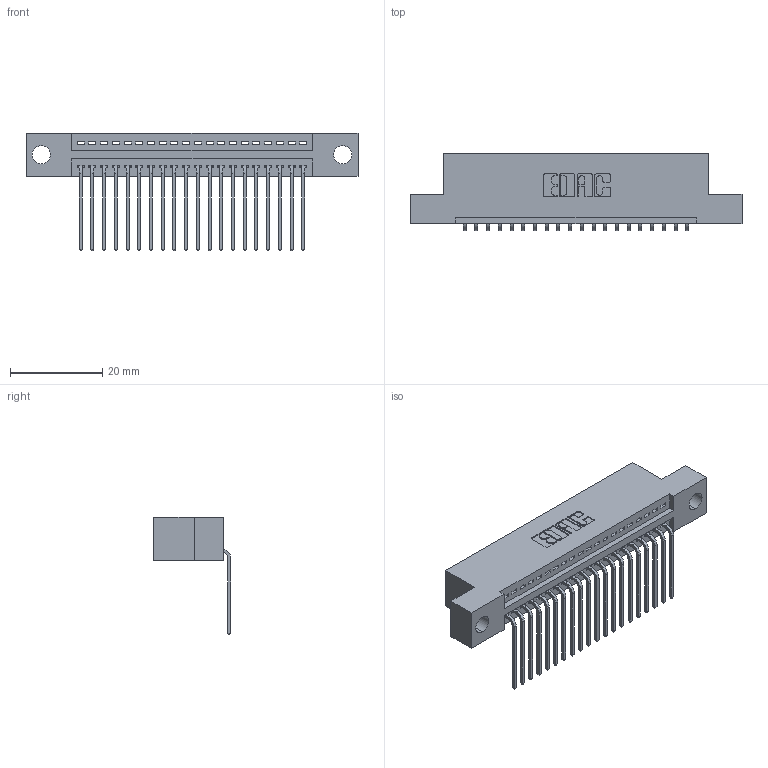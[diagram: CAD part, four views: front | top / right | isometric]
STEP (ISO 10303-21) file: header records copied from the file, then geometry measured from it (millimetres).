
FILE_DESCRIPTION (( 'STEP AP203' ), '1' );
FILE_NAME ('395-020-559-104.STEP', '2018-11-07T20:03:01', ( '' ), ( '' ), 'SwSTEP 2.0', 'SolidWorks 2016', '' );
FILE_SCHEMA (( 'CONFIG_CONTROL_DESIGN' ));
Length unit declared in the file: inch
Products named in the file (3): 345 Part_Flush Mounting Lugs - 0.156 Dia-TH; 395-020-559-104; 345-292-001_558 559 Tail - 1
Assembly tree (21 placements, depth 2):
  395-020-559-104
    345 Part_Flush Mounting Lugs - 0.156 Dia-TH
    345-292-001_558 559 Tail - 1  x20
Bounding box: 72.01 x 16.75 x 25.53 mm (x, y, z)
Volume: 6638.1 mm3; surface area: 8722.7 mm2
Topology: 21 solids, 21 shells, 1326 faces, 3981 edges, 2626 vertices
Faces by surface type: plane 920, cylinder 406
Entity records: 18101 total; most frequent: CARTESIAN_POINT 3144, ORIENTED_EDGE 3098, DIRECTION 2777, EDGE_CURVE 1549, LINE 1337, VECTOR 1337, VERTEX_POINT 1030, AXIS2_PLACEMENT_3D 720
